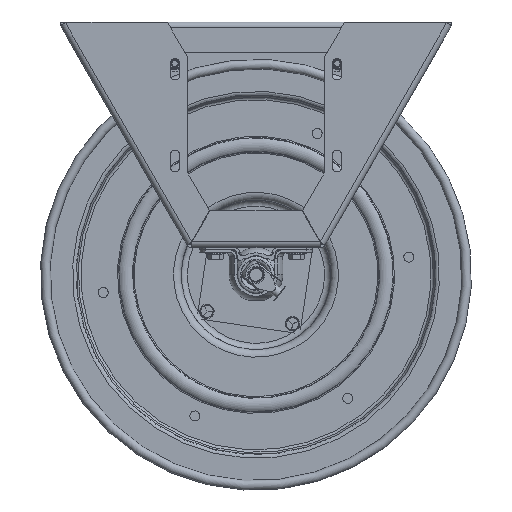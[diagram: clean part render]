
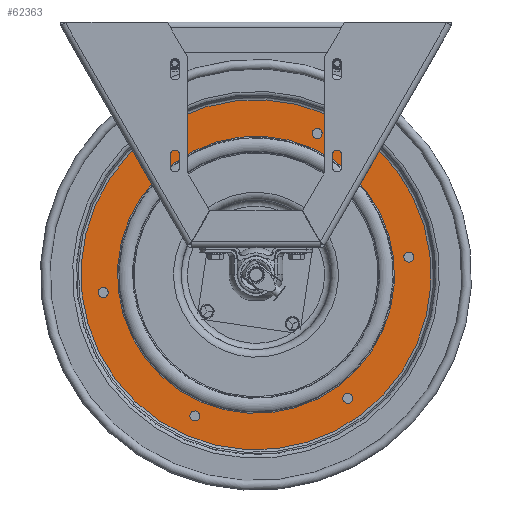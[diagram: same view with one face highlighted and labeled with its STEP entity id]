
A CAD part, front view. The second image highlights one B-rep face of the part: STEP entity #62363.
In plain terms, the highlighted planar face has unit normal (0, -1, 0).
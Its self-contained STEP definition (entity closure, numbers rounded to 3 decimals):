
#1571=FACE_BOUND('',#6860,.T.);
#1572=FACE_BOUND('',#6861,.T.);
#1573=FACE_BOUND('',#6862,.T.);
#1574=FACE_BOUND('',#6863,.T.);
#1575=FACE_BOUND('',#6864,.T.);
#1576=FACE_BOUND('',#6865,.T.);
#1577=FACE_BOUND('',#6866,.T.);
#2108=PLANE('',#66050);
#3714=FACE_OUTER_BOUND('',#6859,.T.);
#6859=EDGE_LOOP('',(#45635,#45636));
#6860=EDGE_LOOP('',(#45637,#45638));
#6861=EDGE_LOOP('',(#45639));
#6862=EDGE_LOOP('',(#45640));
#6863=EDGE_LOOP('',(#45641));
#6864=EDGE_LOOP('',(#45642));
#6865=EDGE_LOOP('',(#45643));
#6866=EDGE_LOOP('',(#45644));
#20476=CIRCLE('',#66047,5.667);
#20478=CIRCLE('',#66049,5.667);
#20479=CIRCLE('',#66051,7.159);
#20480=CIRCLE('',#66052,7.159);
#20481=CIRCLE('',#66053,0.205);
#20482=CIRCLE('',#66054,0.205);
#20483=CIRCLE('',#66055,0.205);
#20484=CIRCLE('',#66056,0.205);
#20485=CIRCLE('',#66057,0.205);
#20486=CIRCLE('',#66058,0.205);
#25515=VERTEX_POINT('',#104879);
#25516=VERTEX_POINT('',#104880);
#25517=VERTEX_POINT('',#104885);
#25518=VERTEX_POINT('',#104886);
#25519=VERTEX_POINT('',#104889);
#25520=VERTEX_POINT('',#104891);
#25521=VERTEX_POINT('',#104893);
#25522=VERTEX_POINT('',#104895);
#25523=VERTEX_POINT('',#104897);
#25524=VERTEX_POINT('',#104899);
#33604=EDGE_CURVE('',#25515,#25516,#20476,.T.);
#33606=EDGE_CURVE('',#25516,#25515,#20478,.T.);
#33607=EDGE_CURVE('',#25517,#25518,#20479,.T.);
#33608=EDGE_CURVE('',#25518,#25517,#20480,.T.);
#33609=EDGE_CURVE('',#25519,#25519,#20481,.T.);
#33610=EDGE_CURVE('',#25520,#25520,#20482,.T.);
#33611=EDGE_CURVE('',#25521,#25521,#20483,.T.);
#33612=EDGE_CURVE('',#25522,#25522,#20484,.T.);
#33613=EDGE_CURVE('',#25523,#25523,#20485,.T.);
#33614=EDGE_CURVE('',#25524,#25524,#20486,.T.);
#45635=ORIENTED_EDGE('',*,*,#33607,.T.);
#45636=ORIENTED_EDGE('',*,*,#33608,.T.);
#45637=ORIENTED_EDGE('',*,*,#33604,.F.);
#45638=ORIENTED_EDGE('',*,*,#33606,.F.);
#45639=ORIENTED_EDGE('',*,*,#33609,.T.);
#45640=ORIENTED_EDGE('',*,*,#33610,.T.);
#45641=ORIENTED_EDGE('',*,*,#33611,.T.);
#45642=ORIENTED_EDGE('',*,*,#33612,.T.);
#45643=ORIENTED_EDGE('',*,*,#33613,.T.);
#45644=ORIENTED_EDGE('',*,*,#33614,.T.);
#62363=ADVANCED_FACE('',(#3714,#1571,#1572,#1573,#1574,#1575,#1576,#1577),
#2108,.T.);
#66047=AXIS2_PLACEMENT_3D('',#104881,#74703,#74704);
#66049=AXIS2_PLACEMENT_3D('',#104883,#74707,#74708);
#66050=AXIS2_PLACEMENT_3D('',#104884,#74709,#74710);
#66051=AXIS2_PLACEMENT_3D('',#104887,#74711,#74712);
#66052=AXIS2_PLACEMENT_3D('',#104888,#74713,#74714);
#66053=AXIS2_PLACEMENT_3D('',#104890,#74715,#74716);
#66054=AXIS2_PLACEMENT_3D('',#104892,#74717,#74718);
#66055=AXIS2_PLACEMENT_3D('',#104894,#74719,#74720);
#66056=AXIS2_PLACEMENT_3D('',#104896,#74721,#74722);
#66057=AXIS2_PLACEMENT_3D('',#104898,#74723,#74724);
#66058=AXIS2_PLACEMENT_3D('',#104900,#74725,#74726);
#74703=DIRECTION('center_axis',(0.,-1.,0.));
#74704=DIRECTION('ref_axis',(0.803,0.,0.597));
#74707=DIRECTION('center_axis',(0.,-1.,0.));
#74708=DIRECTION('ref_axis',(0.803,0.,0.597));
#74709=DIRECTION('center_axis',(0.,-1.,0.));
#74710=DIRECTION('ref_axis',(0.597,0.,-0.803));
#74711=DIRECTION('center_axis',(0.,-1.,0.));
#74712=DIRECTION('ref_axis',(0.803,0.,0.597));
#74713=DIRECTION('center_axis',(0.,-1.,0.));
#74714=DIRECTION('ref_axis',(0.803,0.,0.597));
#74715=DIRECTION('center_axis',(0.,1.,0.));
#74716=DIRECTION('ref_axis',(-0.803,0.,-0.597));
#74717=DIRECTION('center_axis',(0.,1.,0.));
#74718=DIRECTION('ref_axis',(-0.918,0.,0.397));
#74719=DIRECTION('center_axis',(0.,1.,0.));
#74720=DIRECTION('ref_axis',(-0.115,0.,0.993));
#74721=DIRECTION('center_axis',(0.,1.,0.));
#74722=DIRECTION('ref_axis',(0.803,0.,0.597));
#74723=DIRECTION('center_axis',(0.,1.,0.));
#74724=DIRECTION('ref_axis',(0.918,0.,-0.397));
#74725=DIRECTION('center_axis',(0.,1.,0.));
#74726=DIRECTION('ref_axis',(0.115,0.,-0.993));
#104879=CARTESIAN_POINT('',(4.548,-4.153,3.371));
#104880=CARTESIAN_POINT('',(-3.381,-4.153,4.538));
#104881=CARTESIAN_POINT('Origin',(0.,-4.153,
-0.01));
#104883=CARTESIAN_POINT('Origin',(0.,-4.153,
-0.01));
#104884=CARTESIAN_POINT('Origin',(5.147,-4.153,3.816));
#104885=CARTESIAN_POINT('',(5.746,-4.153,4.261));
#104886=CARTESIAN_POINT('',(-4.271,-4.153,5.736));
#104887=CARTESIAN_POINT('Origin',(0.,-4.153,
-0.01));
#104888=CARTESIAN_POINT('Origin',(0.,-4.153,
-0.01));
#104889=CARTESIAN_POINT('',(-3.588,-4.153,5.161));
#104890=CARTESIAN_POINT('Origin',(-3.752,-4.153,5.038));
#104891=CARTESIAN_POINT('',(2.684,-4.153,5.682));
#104892=CARTESIAN_POINT('Origin',(2.496,-4.153,5.764));
#104893=CARTESIAN_POINT('',(6.272,-4.153,0.512));
#104894=CARTESIAN_POINT('Origin',(6.248,-4.153,0.715));
#104895=CARTESIAN_POINT('',(3.588,-4.153,-5.181));
#104896=CARTESIAN_POINT('Origin',(3.752,-4.153,-5.058));
#104897=CARTESIAN_POINT('',(-2.684,-4.153,-5.702));
#104898=CARTESIAN_POINT('Origin',(-2.496,-4.153,-5.784));
#104899=CARTESIAN_POINT('',(-6.272,-4.153,-0.532));
#104900=CARTESIAN_POINT('Origin',(-6.248,-4.153,-0.735));
